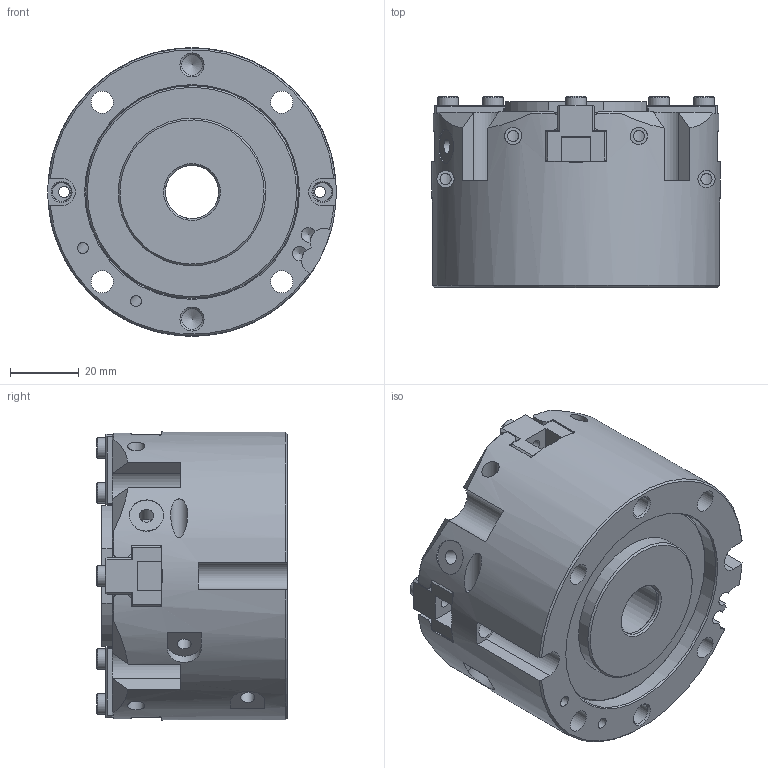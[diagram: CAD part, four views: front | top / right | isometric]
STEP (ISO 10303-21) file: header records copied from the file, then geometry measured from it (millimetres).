
FILE_DESCRIPTION(/* description */ ('ASSIEME PINZA CORSA 6mm'),/* implementation_level */ '2;1');
FILE_NAME(/* name */ 'FRM-85.stp',/* time_stamp */ '2021-06-07T11:50:58+02:00',/* author */ ('Francesca'),/* organization */ (''),/* preprocessor_version */ 'ST-DEVELOPER v17',/* originating_system */ 'Autodesk Inventor 2019',/* authorisation */ '');
FILE_SCHEMA (('AUTOMOTIVE_DESIGN { 1 0 10303 214 3 1 1 }'));
Length unit declared in the file: millimetre
Products named in the file (7): FRM-85-CLIENTE; FRM-85-CORPO-cliente; MFB-85-FONDELLO-CLIENTE; MFB-140-S; MFB-140-COPERCHIO; PZP-64-GRIFFA C1-CLIENTE; BOCCOLA 6H7L5
Assembly tree (16 placements, depth 2):
  FRM-85-CLIENTE
    FRM-85-CORPO-cliente
    MFB-85-FONDELLO-CLIENTE
    MFB-140-S
    MFB-140-COPERCHIO
    PZP-64-GRIFFA C1-CLIENTE  x4
    BOCCOLA 6H7L5  x8
Bounding box: 83.99 x 55.5 x 83.99 mm (x, y, z)
Volume: 226193.7 mm3; surface area: 70601.3 mm2
Topology: 16 solids, 16 shells, 525 faces, 1442 edges, 973 vertices
Faces by surface type: plane 325, cylinder 130, cone 69, torus 1
Full cylindrical faces by diameter (mm): 2.013 x4, 2.459 x4, 2.5 x3, 3.242 x16, 3.5 x4, 4.134 x3, 4.2 x8, 5 x6, 5.5 x2, 6 x22, 6.1 x2, 6.5 x4, 7.1 x4, 10 x1, 15.5 x3, 20 x3, 30 x1, 43 x1, 62 x2, 84 x1
Entity records: 12048 total; most frequent: CARTESIAN_POINT 2929, DIRECTION 1884, ORIENTED_EDGE 1846, EDGE_CURVE 923, AXIS2_PLACEMENT_3D 715, VERTEX_POINT 640, LINE 454, VECTOR 454
